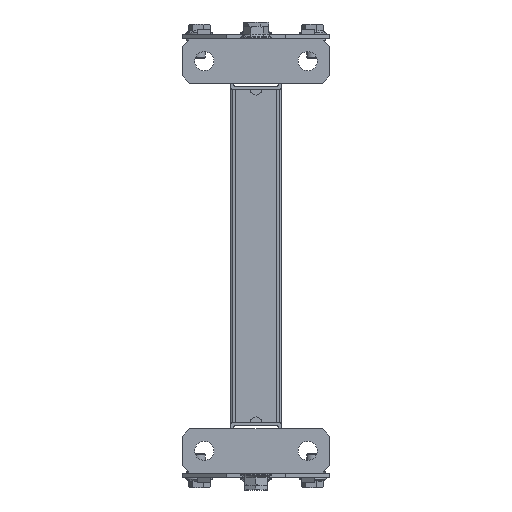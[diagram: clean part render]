
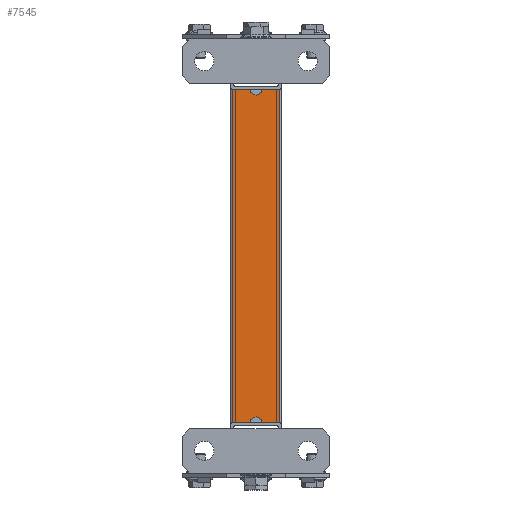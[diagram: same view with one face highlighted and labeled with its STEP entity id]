
A CAD part, front view. The second image highlights one B-rep face of the part: STEP entity #7545.
In plain terms, the highlighted face is planar.
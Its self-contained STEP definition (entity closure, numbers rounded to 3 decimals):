
#143 = DIRECTION ( 'NONE',  ( 0., 0., 1. ) ) ;
#287 = ORIENTED_EDGE ( 'NONE', *, *, #10315, .T. ) ;
#316 = CARTESIAN_POINT ( 'NONE',  ( -4., 226., 17. ) ) ;
#693 = CARTESIAN_POINT ( 'NONE',  ( 0., 0., 17. ) ) ;
#907 = DIRECTION ( 'NONE',  ( 1., 0., 0. ) ) ;
#1572 = CIRCLE ( 'NONE', #3105, 4. ) ;
#1617 = CARTESIAN_POINT ( 'NONE',  ( 4., 226., 17. ) ) ;
#1790 = CARTESIAN_POINT ( 'NONE',  ( -16., 0., 17. ) ) ;
#1805 = LINE ( 'NONE', #6382, #8448 ) ;
#1926 = CARTESIAN_POINT ( 'NONE',  ( -4., 0., 17. ) ) ;
#2077 = CARTESIAN_POINT ( 'NONE',  ( 16., 226., 17. ) ) ;
#2547 = EDGE_CURVE ( 'NONE', #7374, #8716, #2997, .T. ) ;
#2603 = CARTESIAN_POINT ( 'NONE',  ( -17., 0., 17. ) ) ;
#2621 = CARTESIAN_POINT ( 'NONE',  ( 4., 0., 17. ) ) ;
#2997 = LINE ( 'NONE', #3321, #6020 ) ;
#3030 = ORIENTED_EDGE ( 'NONE', *, *, #3405, .T. ) ;
#3042 = PLANE ( 'NONE',  #4731 ) ;
#3105 = AXIS2_PLACEMENT_3D ( 'NONE', #693, #143, #5101 ) ;
#3321 = CARTESIAN_POINT ( 'NONE',  ( -16., 226., 17. ) ) ;
#3393 = VECTOR ( 'NONE', #907, 1000. ) ;
#3405 = EDGE_CURVE ( 'NONE', #6486, #7477, #8618, .T. ) ;
#3593 = EDGE_CURVE ( 'NONE', #5863, #6349, #1572, .T. ) ;
#3869 = ORIENTED_EDGE ( 'NONE', *, *, #3593, .F. ) ;
#4024 = VECTOR ( 'NONE', #10353, 1000. ) ;
#4532 = CARTESIAN_POINT ( 'NONE',  ( 0., 226., 17. ) ) ;
#4684 = CARTESIAN_POINT ( 'NONE',  ( -17., 226., 17. ) ) ;
#4731 = AXIS2_PLACEMENT_3D ( 'NONE', #4684, #10467, #10536 ) ;
#5101 = DIRECTION ( 'NONE',  ( 1., 0., 0. ) ) ;
#5439 = ORIENTED_EDGE ( 'NONE', *, *, #7631, .F. ) ;
#5701 = LINE ( 'NONE', #9047, #6759 ) ;
#5723 = ORIENTED_EDGE ( 'NONE', *, *, #10564, .F. ) ;
#5773 = CARTESIAN_POINT ( 'NONE',  ( -17., 226., 17. ) ) ;
#5863 = VERTEX_POINT ( 'NONE', #2621 ) ;
#6020 = VECTOR ( 'NONE', #6770, 1000. ) ;
#6219 = DIRECTION ( 'NONE',  ( 0., 0., 1. ) ) ;
#6349 = VERTEX_POINT ( 'NONE', #1926 ) ;
#6382 = CARTESIAN_POINT ( 'NONE',  ( -17., 226., 17. ) ) ;
#6486 = VERTEX_POINT ( 'NONE', #9851 ) ;
#6759 = VECTOR ( 'NONE', #10034, 1000. ) ;
#6770 = DIRECTION ( 'NONE',  ( 0., -1., 0. ) ) ;
#6977 = ORIENTED_EDGE ( 'NONE', *, *, #10159, .F. ) ;
#7206 = LINE ( 'NONE', #2603, #10080 ) ;
#7272 = DIRECTION ( 'NONE',  ( 1., 0., 0. ) ) ;
#7374 = VERTEX_POINT ( 'NONE', #9621 ) ;
#7477 = VERTEX_POINT ( 'NONE', #2077 ) ;
#7545 = ADVANCED_FACE ( 'NONE', ( #8122 ), #3042, .F. ) ;
#7631 = EDGE_CURVE ( 'NONE', #7374, #9944, #10336, .T. ) ;
#7866 = DIRECTION ( 'NONE',  ( 1., 0., 0. ) ) ;
#7970 = ORIENTED_EDGE ( 'NONE', *, *, #8270, .T. ) ;
#8046 = VERTEX_POINT ( 'NONE', #1617 ) ;
#8122 = FACE_OUTER_BOUND ( 'NONE', #9149, .T. ) ;
#8270 = EDGE_CURVE ( 'NONE', #5863, #6486, #7206, .T. ) ;
#8448 = VECTOR ( 'NONE', #7272, 1000. ) ;
#8618 = LINE ( 'NONE', #10383, #4024 ) ;
#8716 = VERTEX_POINT ( 'NONE', #1790 ) ;
#8859 = AXIS2_PLACEMENT_3D ( 'NONE', #4532, #6219, #7866 ) ;
#8979 = ORIENTED_EDGE ( 'NONE', *, *, #2547, .T. ) ;
#9047 = CARTESIAN_POINT ( 'NONE',  ( -17., 0., 17. ) ) ;
#9149 = EDGE_LOOP ( 'NONE', ( #287, #3869, #7970, #3030, #6977, #5723, #5439, #8979 ) ) ;
#9174 = DIRECTION ( 'NONE',  ( 1., 0., 0. ) ) ;
#9282 = CIRCLE ( 'NONE', #8859, 4. ) ;
#9621 = CARTESIAN_POINT ( 'NONE',  ( -16., 226., 17. ) ) ;
#9851 = CARTESIAN_POINT ( 'NONE',  ( 16., 0., 17. ) ) ;
#9944 = VERTEX_POINT ( 'NONE', #316 ) ;
#10034 = DIRECTION ( 'NONE',  ( 1., 0., 0. ) ) ;
#10080 = VECTOR ( 'NONE', #9174, 1000. ) ;
#10159 = EDGE_CURVE ( 'NONE', #8046, #7477, #1805, .T. ) ;
#10315 = EDGE_CURVE ( 'NONE', #8716, #6349, #5701, .T. ) ;
#10336 = LINE ( 'NONE', #5773, #3393 ) ;
#10353 = DIRECTION ( 'NONE',  ( 0., 1., 0. ) ) ;
#10383 = CARTESIAN_POINT ( 'NONE',  ( 16., 226., 17. ) ) ;
#10467 = DIRECTION ( 'NONE',  ( 0., 0., -1. ) ) ;
#10536 = DIRECTION ( 'NONE',  ( -1., 0., 0. ) ) ;
#10564 = EDGE_CURVE ( 'NONE', #9944, #8046, #9282, .T. ) ;
